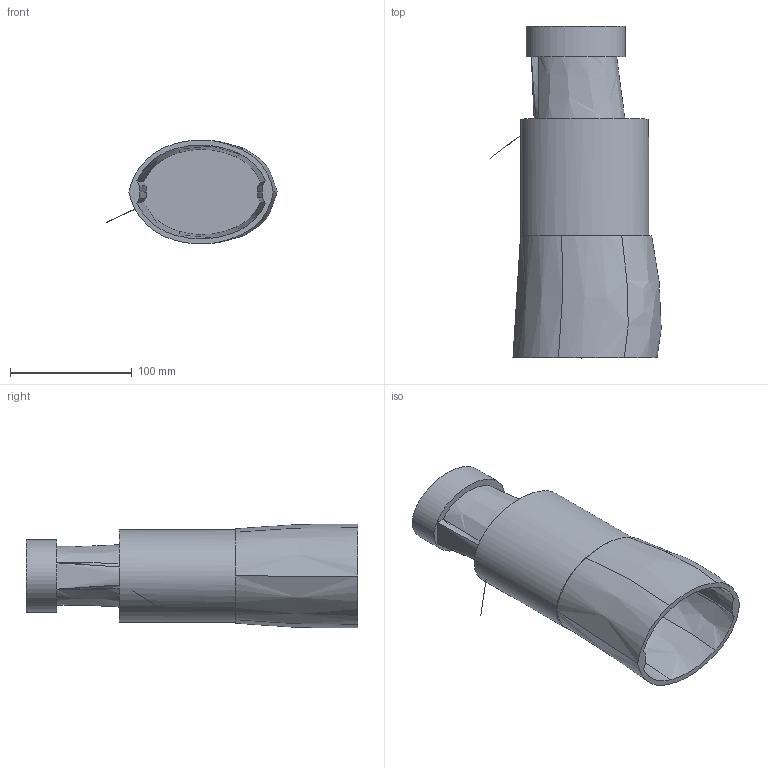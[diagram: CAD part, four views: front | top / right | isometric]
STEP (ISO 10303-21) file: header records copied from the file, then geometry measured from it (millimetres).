
FILE_DESCRIPTION(/* description */ ('STEP AP242','CAx-IF Rec.Pracs.---Representation and Presentation of Product Manufacturing Information (PMI)---4.0---2014-10-13','CAx-IF Rec.Pracs.---3D Tessellated Geometry---0.4---2014-09-14','2;1'),/* implementation_level */ '2;1');
FILE_NAME(/* name */ '680ab08f2222ab037973fe9c',/* time_stamp */ '2025-04-24T21:43:44Z',/* author */ ('Ethan Cesario'),/* organization */ ('123 B'),/* preprocessor_version */ 'ST-DEVELOPER v20',/* originating_system */ 'ONSHAPE BY PTC INC, 1.196',/* authorisation */ ' ');
FILE_SCHEMA (('AP242_MANAGED_MODEL_BASED_3D_ENGINEERING_MIM_LF { 1 0 10303 442 1 1 4 }'));
Length unit declared in the file: metre
Products named in the file (3): Rotawrist1V1; Forearm 1; Part 3
Bounding box: 140.11 x 273 x 85.4 mm (x, y, z)
Volume: 856168.6 mm3; surface area: 136646.6 mm2
Topology: 3 solids, 3 shells, 42 faces, 94 edges, 60 vertices
Faces by surface type: bspline 31, plane 10, cylinder 1
Entity records: 2626 total; most frequent: CARTESIAN_POINT 1840, ORIENTED_EDGE 182, EDGE_CURVE 91, DIRECTION 65, B_SPLINE_CURVE_WITH_KNOTS 64, VERTEX_POINT 60, EDGE_LOOP 49, FACE_BOUND 49
